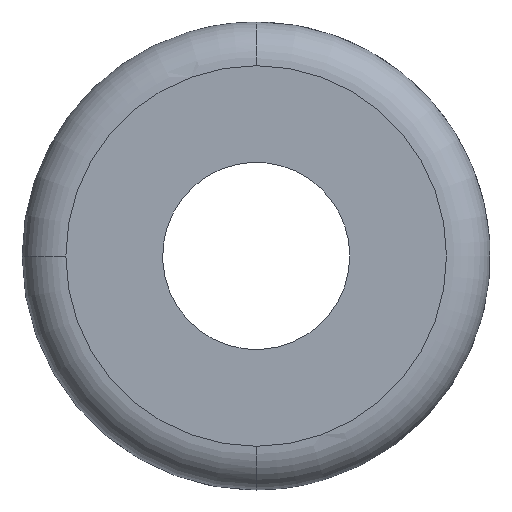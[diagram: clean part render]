
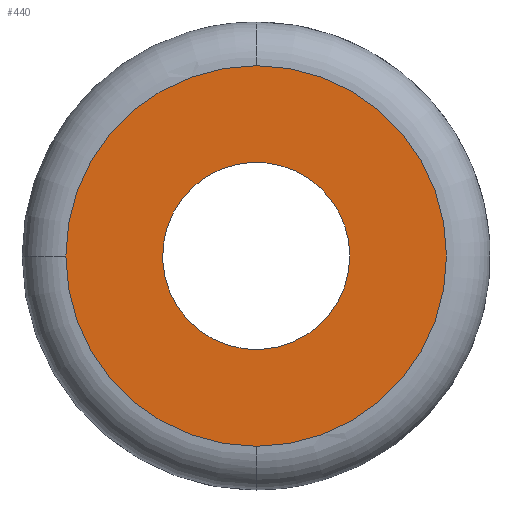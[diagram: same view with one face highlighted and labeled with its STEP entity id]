
A CAD part, front view. The second image highlights one B-rep face of the part: STEP entity #440.
In plain terms, the highlighted planar face has unit normal (0, -1, 0).
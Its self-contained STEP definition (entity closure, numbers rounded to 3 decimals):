
#293=CARTESIAN_POINT('POINT23',(44.,50.5,
   -6.1));
#294=VERTEX_POINT('VERTEX23',#293);
#304=CARTESIAN_POINT('POINT24',(44.,50.5,6.1
   ));
#305=VERTEX_POINT('VERTEX24',#304);
#313=CARTESIAN_POINT('POS28',(44.,50.5,0.)
   );
#314=DIRECTION('DIR49',(0.,-1.,0.));
#315=DIRECTION('DIR50',(0.,0.,-1.));
#316=AXIS2_PLACEMENT_3D('AXIS22',#313,#314,#315);
#317=CIRCLE('ELLIPSE17',#316,6.1);
#318=EDGE_CURVE('EDGE34',#305,#294,#317,.F.);
#329=CARTESIAN_POINT('POINT25',(37.9,50.5,
   0.));
#330=VERTEX_POINT('VERTEX25',#329);
#331=EDGE_CURVE('EDGE35',#294,#330,#317,.F.);
#347=EDGE_CURVE('EDGE37',#330,#305,#317,.F.);
#411=ORIENTED_EDGE('COEDGE81',*,*,#347,.F.);
#412=ORIENTED_EDGE('COEDGE82',*,*,#331,.F.);
#413=ORIENTED_EDGE('COEDGE83',*,*,#318,.F.);
#414=EDGE_LOOP('NONE',(#411,#412,#413));
#415=FACE_BOUND('LOOP1',#414,.T.);
#416=CARTESIAN_POINT('POINT29',(47.,50.5,0.));
#417=VERTEX_POINT('VERTEX29',#416);
#418=CARTESIAN_POINT('POINT30',(44.659,50.5,
   -2.927));
#419=VERTEX_POINT('VERTEX30',#418);
#420=CARTESIAN_POINT('POS34',(44.,50.5,0.))
   ;
#421=DIRECTION('DIR61',(0.,-1.,0.));
#422=DIRECTION('DIR62',(0.22,0.,
   -0.976));
#423=AXIS2_PLACEMENT_3D('AXIS28',#420,#421,#422);
#424=CIRCLE('ELLIPSE21',#423,3.);
#425=EDGE_CURVE('EDGE44',#417,#419,#424,.F.);
#426=ORIENTED_EDGE('COEDGE84',*,*,#425,.T.);
#427=CARTESIAN_POINT('POINT31',(43.341,50.5,
   2.927));
#428=VERTEX_POINT('VERTEX31',#427);
#429=EDGE_CURVE('EDGE45',#419,#428,#424,.F.);
#430=ORIENTED_EDGE('COEDGE85',*,*,#429,.T.);
#431=EDGE_CURVE('EDGE46',#428,#417,#424,.F.);
#432=ORIENTED_EDGE('COEDGE86',*,*,#431,.T.);
#433=EDGE_LOOP('NONE',(#426,#430,#432));
#434=FACE_BOUND('LOOP1',#433,.T.);
#435=CARTESIAN_POINT('POS35',(44.,50.5,0.))
   ;
#436=DIRECTION('DIR63',(0.,-1.,0.));
#437=DIRECTION('DIR64',(1.,0.,0.));
#438=AXIS2_PLACEMENT_3D('AXIS29',#435,#436,#437);
#439=PLANE('PLANE3',#438);
#440=ADVANCED_FACE('FACE18',(#415,#434),#439,.T.);
